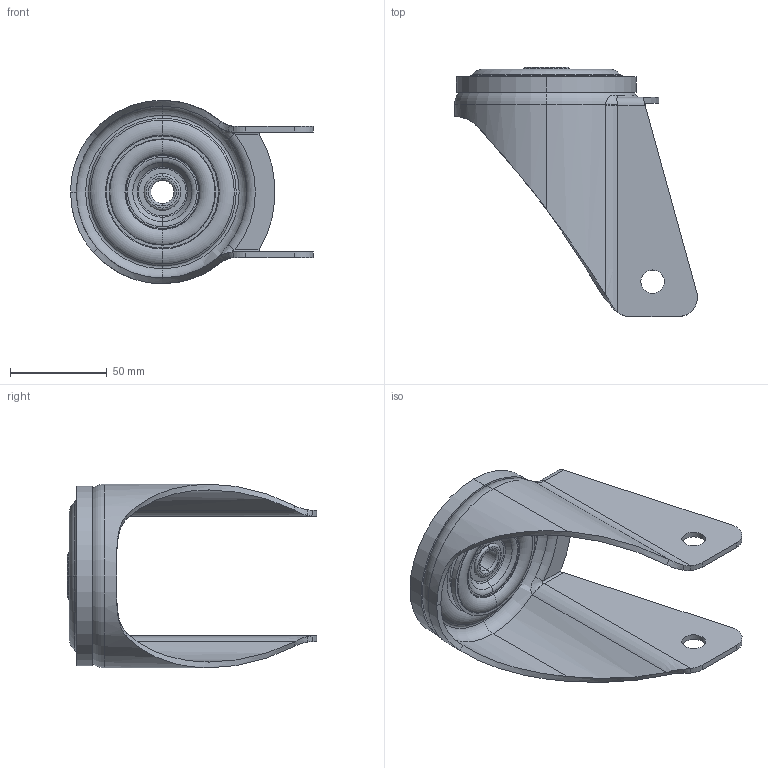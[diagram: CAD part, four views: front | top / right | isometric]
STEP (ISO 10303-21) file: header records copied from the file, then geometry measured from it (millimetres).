
FILE_DESCRIPTION (( 'STEP AP214' ), '1' );
FILE_NAME ('0055271.step', '2023-03-07T09:12:21', ( '' ), ( '' ), 'SwSTEP 2.0', 'SolidWorks 2020', '' );
FILE_SCHEMA (( 'AUTOMOTIVE_DESIGN' ));
Length unit declared in the file: millimetre
Products named in the file (1): 0055271
Bounding box: 125.68 x 129 x 95 mm (x, y, z)
Surface area: 63204 mm2 (no closed solid volume)
Topology: 0 solids, 6 shells, 139 faces, 315 edges, 186 vertices
Faces by surface type: torus 36, cylinder 29, cone 27, bspline 22, plane 21, sphere 4
Entity records: 8236 total; most frequent: CARTESIAN_POINT 3694, DIRECTION 650, ORIENTED_EDGE 596, EDGE_CURVE 307, AXIS2_PLACEMENT_3D 289, VERTEX_POINT 182, CIRCLE 171, EDGE_LOOP 154
